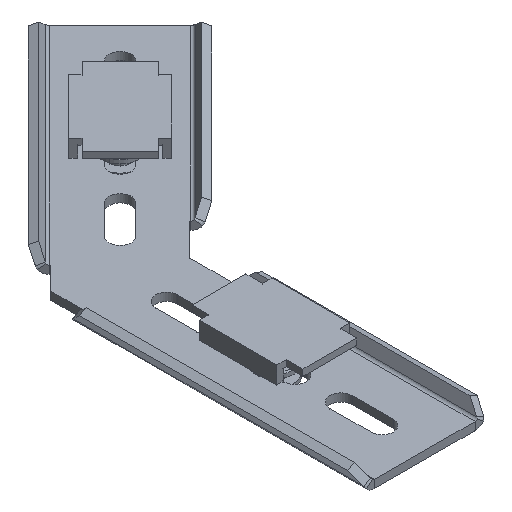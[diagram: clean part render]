
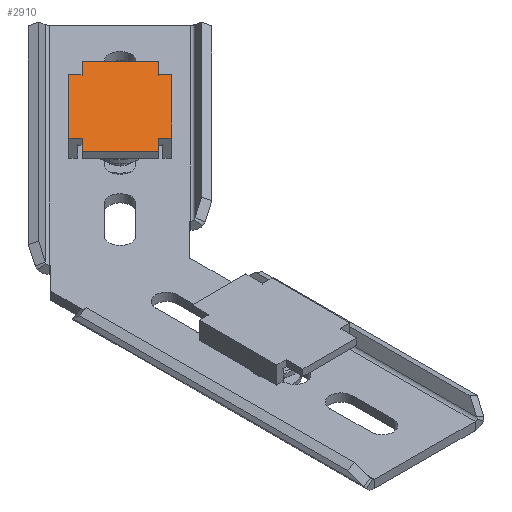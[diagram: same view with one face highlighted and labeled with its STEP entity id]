
A CAD part, isometric view. The second image highlights one B-rep face of the part: STEP entity #2910.
In plain terms, the highlighted face is planar.
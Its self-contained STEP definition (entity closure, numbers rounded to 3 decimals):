
#2551=DIRECTION('',(0.,-1.,0.));
#2552=VECTOR('',#2551,3.009);
#2553=CARTESIAN_POINT('',(12.25,-8.5,-2.));
#2554=LINE('',#2553,#2552);
#2571=DIRECTION('',(1.,0.,0.));
#2572=VECTOR('',#2571,24.5);
#2573=CARTESIAN_POINT('',(-12.25,-11.509,-2.));
#2574=LINE('',#2573,#2572);
#2575=DIRECTION('',(-1.,0.,0.));
#2576=VECTOR('',#2575,5.25);
#2577=CARTESIAN_POINT('',(17.5,-8.5,-2.));
#2578=LINE('',#2577,#2576);
#2579=DIRECTION('',(0.,-1.,0.));
#2580=VECTOR('',#2579,17.);
#2581=CARTESIAN_POINT('',(17.5,8.5,-2.));
#2582=LINE('',#2581,#2580);
#2583=DIRECTION('',(1.,0.,0.));
#2584=VECTOR('',#2583,5.25);
#2585=CARTESIAN_POINT('',(12.25,8.5,-2.));
#2586=LINE('',#2585,#2584);
#2587=DIRECTION('',(0.,1.,0.));
#2588=VECTOR('',#2587,3.009);
#2589=CARTESIAN_POINT('',(12.25,8.5,-2.));
#2590=LINE('',#2589,#2588);
#2591=DIRECTION('',(0.,-1.,0.));
#2592=VECTOR('',#2591,3.009);
#2593=CARTESIAN_POINT('',(-12.25,11.509,-2.));
#2594=LINE('',#2593,#2592);
#2595=DIRECTION('',(1.,0.,0.));
#2596=VECTOR('',#2595,5.25);
#2597=CARTESIAN_POINT('',(-17.5,8.5,-2.));
#2598=LINE('',#2597,#2596);
#2599=DIRECTION('',(0.,1.,0.));
#2600=VECTOR('',#2599,17.);
#2601=CARTESIAN_POINT('',(-17.5,-8.5,-2.));
#2602=LINE('',#2601,#2600);
#2603=DIRECTION('',(-1.,0.,0.));
#2604=VECTOR('',#2603,5.25);
#2605=CARTESIAN_POINT('',(-12.25,-8.5,-2.));
#2606=LINE('',#2605,#2604);
#2615=DIRECTION('',(0.,1.,0.));
#2616=VECTOR('',#2615,3.009);
#2617=CARTESIAN_POINT('',(-12.25,-11.509,-2.));
#2618=LINE('',#2617,#2616);
#2691=DIRECTION('',(1.,0.,0.));
#2692=VECTOR('',#2691,24.5);
#2693=CARTESIAN_POINT('',(-12.25,11.509,-2.));
#2694=LINE('',#2693,#2692);
#2704=CARTESIAN_POINT('',(12.25,-8.5,-2.));
#2706=VERTEX_POINT('',#2704);
#2708=CARTESIAN_POINT('',(12.25,8.5,-2.));
#2710=VERTEX_POINT('',#2708);
#2716=CARTESIAN_POINT('',(-12.25,8.5,-2.));
#2718=VERTEX_POINT('',#2716);
#2719=CARTESIAN_POINT('',(17.5,8.5,-2.));
#2720=VERTEX_POINT('',#2719);
#2734=CARTESIAN_POINT('',(-12.25,-8.5,-2.));
#2736=VERTEX_POINT('',#2734);
#2739=CARTESIAN_POINT('',(-17.5,8.5,-2.));
#2740=VERTEX_POINT('',#2739);
#2747=CARTESIAN_POINT('',(17.5,-8.5,-2.));
#2748=VERTEX_POINT('',#2747);
#2749=CARTESIAN_POINT('',(-17.5,-8.5,-2.));
#2750=VERTEX_POINT('',#2749);
#2751=CARTESIAN_POINT('',(-12.25,-11.509,-2.));
#2752=CARTESIAN_POINT('',(12.25,-11.509,-2.));
#2753=VERTEX_POINT('',#2751);
#2754=VERTEX_POINT('',#2752);
#2755=CARTESIAN_POINT('',(-12.25,11.509,-2.));
#2756=CARTESIAN_POINT('',(12.25,11.509,-2.));
#2757=VERTEX_POINT('',#2755);
#2758=VERTEX_POINT('',#2756);
#2882=CARTESIAN_POINT('',(-12.25,13.5,-2.));
#2883=DIRECTION('',(0.,0.,-1.));
#2884=DIRECTION('',(-1.,0.,0.));
#2885=AXIS2_PLACEMENT_3D('',#2882,#2883,#2884);
#2886=PLANE('',#2885);
#2888=ORIENTED_EDGE('',*,*,#2887,.F.);
#2890=ORIENTED_EDGE('',*,*,#2889,.T.);
#2891=ORIENTED_EDGE('',*,*,#2868,.F.);
#2893=ORIENTED_EDGE('',*,*,#2892,.F.);
#2895=ORIENTED_EDGE('',*,*,#2894,.F.);
#2897=ORIENTED_EDGE('',*,*,#2896,.F.);
#2898=ORIENTED_EDGE('',*,*,#2793,.T.);
#2900=ORIENTED_EDGE('',*,*,#2899,.F.);
#2901=ORIENTED_EDGE('',*,*,#2825,.T.);
#2903=ORIENTED_EDGE('',*,*,#2902,.F.);
#2905=ORIENTED_EDGE('',*,*,#2904,.F.);
#2907=ORIENTED_EDGE('',*,*,#2906,.F.);
#2908=EDGE_LOOP('',(#2888,#2890,#2891,#2893,#2895,#2897,#2898,#2900,#2901,#2903,
#2905,#2907));
#2909=FACE_OUTER_BOUND('',#2908,.F.);
#2910=ADVANCED_FACE('',(#2909),#2886,.T.);
#2793=EDGE_CURVE('',#2710,#2758,#2590,.T.);
#2825=EDGE_CURVE('',#2757,#2718,#2594,.T.);
#2868=EDGE_CURVE('',#2706,#2754,#2554,.T.);
#2887=EDGE_CURVE('',#2753,#2736,#2618,.T.);
#2889=EDGE_CURVE('',#2753,#2754,#2574,.T.);
#2892=EDGE_CURVE('',#2748,#2706,#2578,.T.);
#2894=EDGE_CURVE('',#2720,#2748,#2582,.T.);
#2896=EDGE_CURVE('',#2710,#2720,#2586,.T.);
#2899=EDGE_CURVE('',#2757,#2758,#2694,.T.);
#2902=EDGE_CURVE('',#2740,#2718,#2598,.T.);
#2904=EDGE_CURVE('',#2750,#2740,#2602,.T.);
#2906=EDGE_CURVE('',#2736,#2750,#2606,.T.);
